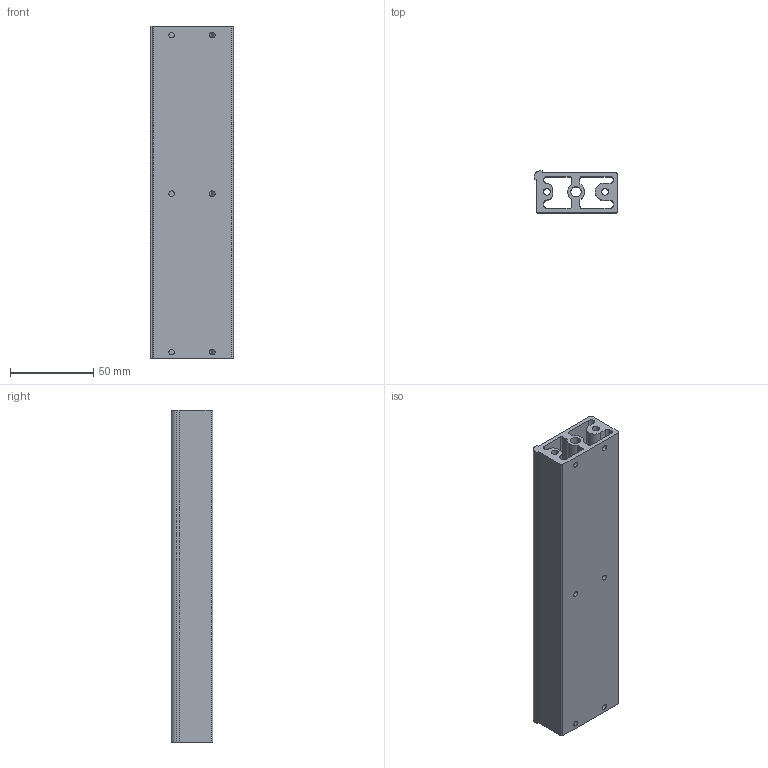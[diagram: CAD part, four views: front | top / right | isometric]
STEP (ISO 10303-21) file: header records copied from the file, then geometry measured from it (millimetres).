
FILE_DESCRIPTION (( 'STEP AP203' ), '1' );
FILE_NAME ('菁綴笢倰第.STEP', '2022-09-08T09:15:45', ( '' ), ( '' ), 'SwSTEP 2.0', 'SolidWorks 2016', '' );
FILE_SCHEMA (( 'CONFIG_CONTROL_DESIGN' ));
Length unit declared in the file: millimetre
Products named in the file (1): 菁綴笢倰第
Bounding box: 50 x 25 x 200 mm (x, y, z)
Volume: 121104.1 mm3; surface area: 74304.8 mm2
Topology: 1 solids, 1 shells, 69 faces, 197 edges, 130 vertices
Faces by surface type: cylinder 44, plane 23, cone 2
Entity records: 2466 total; most frequent: CARTESIAN_POINT 461, DIRECTION 421, ORIENTED_EDGE 394, EDGE_CURVE 197, AXIS2_PLACEMENT_3D 156, VERTEX_POINT 130, LINE 109, VECTOR 109
